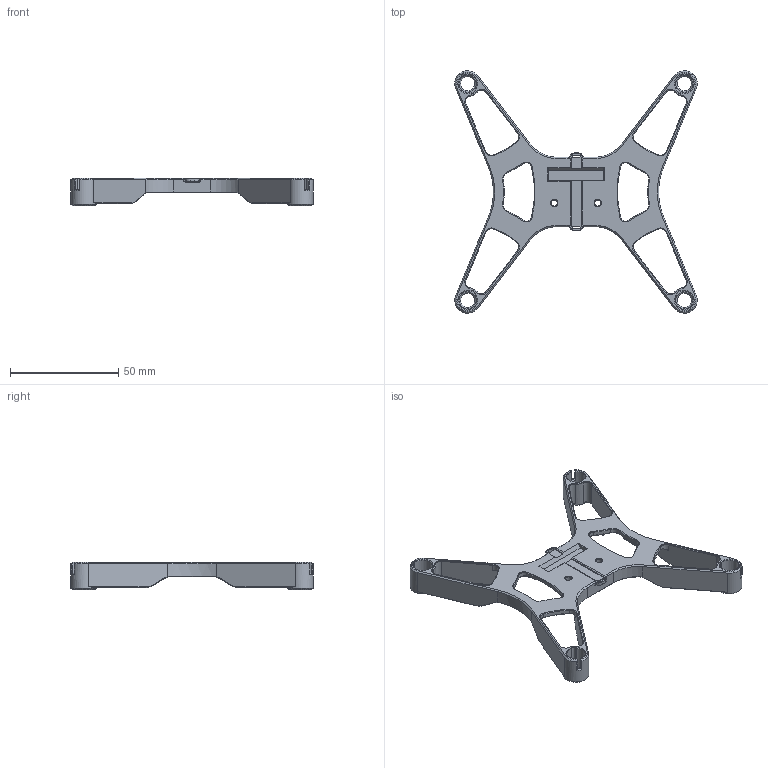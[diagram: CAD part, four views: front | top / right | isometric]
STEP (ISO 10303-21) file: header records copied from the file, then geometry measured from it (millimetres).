
FILE_DESCRIPTION(('STEP AP203'), '1');
FILE_NAME('Frame-Base', '2025-10-08T22:17:20', ('NewTToNN'), (''), 'C3D Converter', 'C3D Toolkit', '');
FILE_SCHEMA(('CONFIG_CONTROL_DESIGN'));
Length unit declared in the file: millimetre
Bounding box: 111.79 x 111.79 x 12.7 mm (x, y, z)
Surface area: 17028.9 mm2 (no closed solid volume)
Topology: 0 solids, 1 shells, 552 faces, 1412 edges, 851 vertices
Faces by surface type: plane 222, cone 164, cylinder 86, bspline 64, torus 16
Full cylindrical faces by diameter (mm): 2.8 x2, 6.6 x4, 11.8 x4
Entity records: 19048 total; most frequent: CARTESIAN_POINT 6176, ORIENTED_EDGE 2776, DIRECTION 2506, EDGE_CURVE 1392, AXIS2_PLACEMENT_3D 881, VERTEX_POINT 859, LINE 744, VECTOR 744
